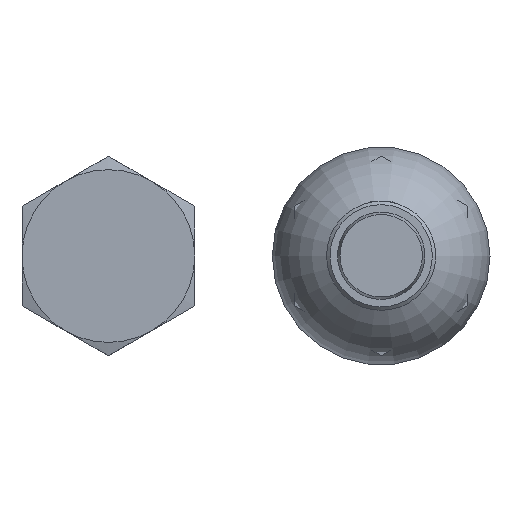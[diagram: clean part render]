
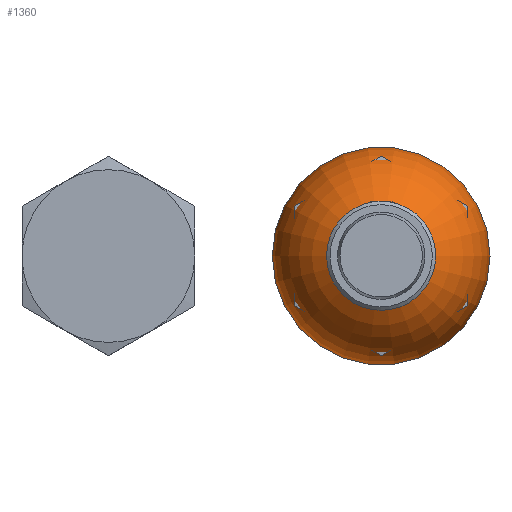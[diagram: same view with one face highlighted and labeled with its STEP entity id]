
A CAD part, top view. The second image highlights one B-rep face of the part: STEP entity #1360.
In plain terms, the highlighted toroidal (fillet/blend) face has major radius 0.004 mm and minor radius 12 mm.
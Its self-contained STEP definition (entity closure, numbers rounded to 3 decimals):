
#23=VERTEX_LOOP('',#828);
#26=DEGENERATE_TOROIDAL_SURFACE('',#1527,0.004,12.,
 .T.);
#369=ORIENTED_EDGE('',*,*,#674,.F.);
#674=EDGE_CURVE('',#829,#829,#933,.T.);
#828=VERTEX_POINT('',#2261);
#829=VERTEX_POINT('',#2263);
#933=CIRCLE('',#1528,2.769);
#1013=EDGE_LOOP('',(#369));
#1163=FACE_BOUND('',#23,.T.);
#1164=FACE_BOUND('',#1013,.T.);
#1360=ADVANCED_FACE('',(#1163,#1164),#26,.T.);
#1527=AXIS2_PLACEMENT_3D('',#2260,#1768,#1769);
#1528=AXIS2_PLACEMENT_3D('',#2262,#1770,#1771);
#1768=DIRECTION('',(0.,0.,-1.));
#1769=DIRECTION('',(-1.,0.,0.));
#1770=DIRECTION('',(0.,0.,-1.));
#1771=DIRECTION('',(-1.,0.,0.));
#2260=CARTESIAN_POINT('',(0.,0.,-5.6));
#2261=CARTESIAN_POINT('',(0.,0.,6.4));
#2262=CARTESIAN_POINT('',(0.,0.,6.077));
#2263=CARTESIAN_POINT('',(-2.769,0.,6.077));
